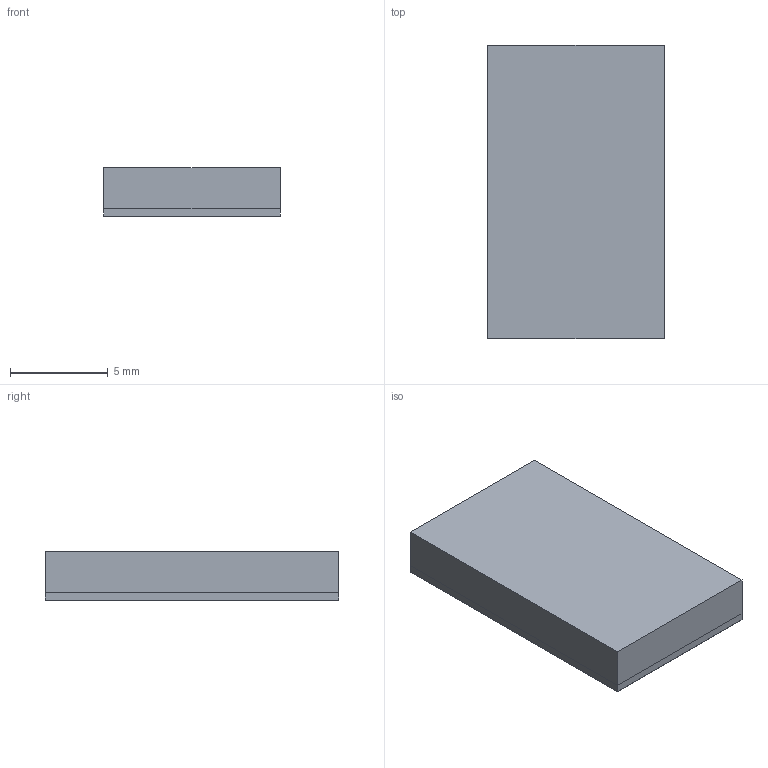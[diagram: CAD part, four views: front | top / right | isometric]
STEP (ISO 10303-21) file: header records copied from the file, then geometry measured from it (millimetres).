
FILE_DESCRIPTION((''),'2;1');
FILE_NAME('MOJ0020A_ASM','2016-05-19T',('a0412025'),(''),'PRO/ENGINEER BY PARAMETRIC TECHNOLOGY CORPORATION, 2011490','PRO/ENGINEER BY PARAMETRIC TECHNOLOGY CORPORATION, 2011490','');
FILE_SCHEMA(('AUTOMOTIVE_DESIGN_CC2 { 1 2 10303 214 -1 1 5 2 }'));
Length unit declared in the file: millimetre
Products named in the file (6): METAL-BTM-MOJ0020A; SOLDERMASK-BTM; SUBSTRATE-QFM; MOLD-QFM; PIN1_AREA; MOJ0020A_ASM
Assembly tree (5 placements, depth 2):
  MOJ0020A_ASM
    METAL-BTM-MOJ0020A
    SOLDERMASK-BTM
    SUBSTRATE-QFM
    MOLD-QFM
    PIN1_AREA
Bounding box: 9 x 15 x 2.5 mm (x, y, z)
Volume: 337.2 mm3; surface area: 1094.1 mm2
Topology: 4 solids, 4 shells, 105 faces, 291 edges, 194 vertices
Faces by surface type: plane 105
Entity records: 4440 total; most frequent: CARTESIAN_POINT 601, ORIENTED_EDGE 582, DIRECTION 523, PRESENTATION_STYLE_ASSIGNMENT 296, STYLED_ITEM 295, VECTOR 291, LINE 291, CURVE_STYLE 291
